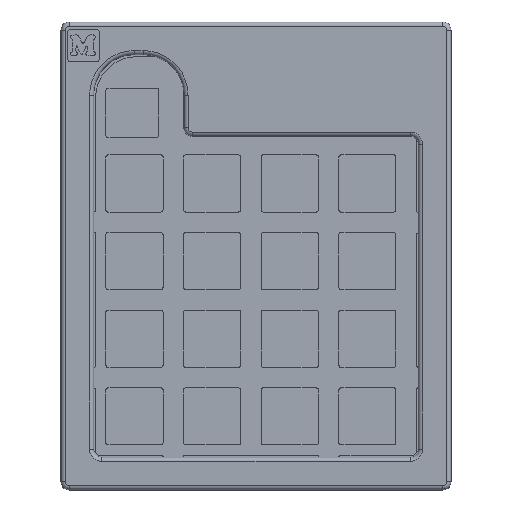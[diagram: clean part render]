
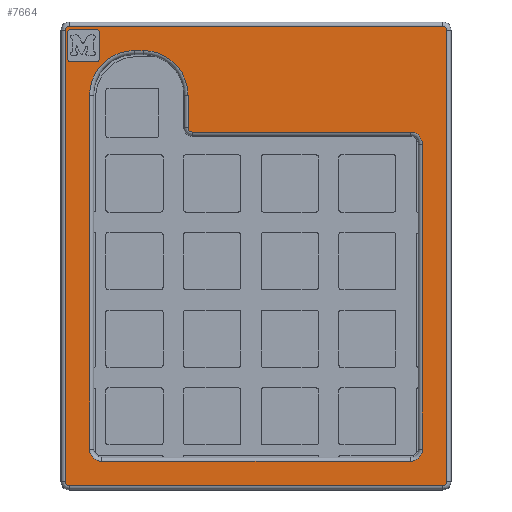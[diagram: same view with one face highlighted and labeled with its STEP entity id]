
A CAD part, top view. The second image highlights one B-rep face of the part: STEP entity #7664.
In plain terms, the highlighted planar face has unit normal (0, 0, 1).
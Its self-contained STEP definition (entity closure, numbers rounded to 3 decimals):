
#249=FACE_BOUND('',#1179,.T.);
#250=FACE_BOUND('',#1180,.T.);
#389=PLANE('',#8232);
#742=FACE_OUTER_BOUND('',#1178,.T.);
#1178=EDGE_LOOP('',(#6671,#6672,#6673,#6674,#6675,#6676,#6677,#6678));
#1179=EDGE_LOOP('',(#6679,#6680,#6681,#6682,#6683,#6684,#6685,#6686));
#1180=EDGE_LOOP('',(#6687,#6688,#6689,#6690,#6691,#6692,#6693,#6694,#6695,
#6696,#6697,#6698));
#1785=LINE('',#13065,#2506);
#1790=LINE('',#13079,#2511);
#1794=LINE('',#13091,#2515);
#1798=LINE('',#13103,#2519);
#1834=LINE('',#13205,#2555);
#1836=LINE('',#13211,#2557);
#1837=LINE('',#13215,#2558);
#1838=LINE('',#13219,#2559);
#1839=LINE('',#13223,#2560);
#1840=LINE('',#13227,#2561);
#1841=LINE('',#13231,#2562);
#1842=LINE('',#13235,#2563);
#1843=LINE('',#13239,#2564);
#1844=LINE('',#13243,#2565);
#2506=VECTOR('',#9747,10.);
#2511=VECTOR('',#9760,10.);
#2515=VECTOR('',#9772,10.);
#2519=VECTOR('',#9784,10.);
#2555=VECTOR('',#9866,10.);
#2557=VECTOR('',#9872,10.);
#2558=VECTOR('',#9875,10.);
#2559=VECTOR('',#9878,10.);
#2560=VECTOR('',#9881,10.);
#2561=VECTOR('',#9884,10.);
#2562=VECTOR('',#9887,10.);
#2563=VECTOR('',#9890,10.);
#2564=VECTOR('',#9893,10.);
#2565=VECTOR('',#9896,10.);
#2947=CIRCLE('',#8197,1.);
#2949=CIRCLE('',#8201,1.);
#2951=CIRCLE('',#8205,1.);
#2953=CIRCLE('',#8209,1.);
#2959=CIRCLE('',#8225,1.);
#2964=CIRCLE('',#8233,1.);
#2965=CIRCLE('',#8234,1.);
#2966=CIRCLE('',#8235,1.);
#2967=CIRCLE('',#8236,3.);
#2968=CIRCLE('',#8237,11.);
#2969=CIRCLE('',#8238,11.);
#2970=CIRCLE('',#8239,1.);
#2971=CIRCLE('',#8240,3.);
#2972=CIRCLE('',#8241,3.);
#3585=VERTEX_POINT('',#13063);
#3586=VERTEX_POINT('',#13064);
#3589=VERTEX_POINT('',#13072);
#3591=VERTEX_POINT('',#13078);
#3593=VERTEX_POINT('',#13084);
#3595=VERTEX_POINT('',#13090);
#3597=VERTEX_POINT('',#13096);
#3599=VERTEX_POINT('',#13102);
#3628=VERTEX_POINT('',#13190);
#3629=VERTEX_POINT('',#13192);
#3633=VERTEX_POINT('',#13204);
#3635=VERTEX_POINT('',#13210);
#3636=VERTEX_POINT('',#13212);
#3637=VERTEX_POINT('',#13214);
#3638=VERTEX_POINT('',#13216);
#3639=VERTEX_POINT('',#13218);
#3640=VERTEX_POINT('',#13221);
#3641=VERTEX_POINT('',#13222);
#3642=VERTEX_POINT('',#13224);
#3643=VERTEX_POINT('',#13226);
#3644=VERTEX_POINT('',#13228);
#3645=VERTEX_POINT('',#13230);
#3646=VERTEX_POINT('',#13232);
#3647=VERTEX_POINT('',#13234);
#3648=VERTEX_POINT('',#13236);
#3649=VERTEX_POINT('',#13238);
#3650=VERTEX_POINT('',#13240);
#3651=VERTEX_POINT('',#13242);
#4611=EDGE_CURVE('',#3585,#3586,#1785,.T.);
#4615=EDGE_CURVE('',#3589,#3585,#2947,.T.);
#4618=EDGE_CURVE('',#3591,#3589,#1790,.T.);
#4621=EDGE_CURVE('',#3593,#3591,#2949,.T.);
#4624=EDGE_CURVE('',#3595,#3593,#1794,.T.);
#4627=EDGE_CURVE('',#3597,#3595,#2951,.T.);
#4630=EDGE_CURVE('',#3599,#3597,#1798,.T.);
#4633=EDGE_CURVE('',#3586,#3599,#2953,.T.);
#4670=EDGE_CURVE('',#3628,#3629,#2959,.T.);
#4676=EDGE_CURVE('',#3629,#3633,#1834,.T.);
#4679=EDGE_CURVE('',#3635,#3628,#1836,.T.);
#4680=EDGE_CURVE('',#3636,#3635,#2964,.T.);
#4681=EDGE_CURVE('',#3637,#3636,#1837,.T.);
#4682=EDGE_CURVE('',#3638,#3637,#2965,.T.);
#4683=EDGE_CURVE('',#3639,#3638,#1838,.T.);
#4684=EDGE_CURVE('',#3633,#3639,#2966,.T.);
#4685=EDGE_CURVE('',#3640,#3641,#1839,.T.);
#4686=EDGE_CURVE('',#3642,#3640,#2967,.T.);
#4687=EDGE_CURVE('',#3643,#3642,#1840,.T.);
#4688=EDGE_CURVE('',#3644,#3643,#2968,.T.);
#4689=EDGE_CURVE('',#3645,#3644,#1841,.T.);
#4690=EDGE_CURVE('',#3646,#3645,#2969,.T.);
#4691=EDGE_CURVE('',#3647,#3646,#1842,.T.);
#4692=EDGE_CURVE('',#3648,#3647,#2970,.T.);
#4693=EDGE_CURVE('',#3649,#3648,#1843,.T.);
#4694=EDGE_CURVE('',#3650,#3649,#2971,.T.);
#4695=EDGE_CURVE('',#3651,#3650,#1844,.T.);
#4696=EDGE_CURVE('',#3641,#3651,#2972,.T.);
#6671=ORIENTED_EDGE('',*,*,#4670,.F.);
#6672=ORIENTED_EDGE('',*,*,#4679,.F.);
#6673=ORIENTED_EDGE('',*,*,#4680,.F.);
#6674=ORIENTED_EDGE('',*,*,#4681,.F.);
#6675=ORIENTED_EDGE('',*,*,#4682,.F.);
#6676=ORIENTED_EDGE('',*,*,#4683,.F.);
#6677=ORIENTED_EDGE('',*,*,#4684,.F.);
#6678=ORIENTED_EDGE('',*,*,#4676,.F.);
#6679=ORIENTED_EDGE('',*,*,#4611,.T.);
#6680=ORIENTED_EDGE('',*,*,#4633,.T.);
#6681=ORIENTED_EDGE('',*,*,#4630,.T.);
#6682=ORIENTED_EDGE('',*,*,#4627,.T.);
#6683=ORIENTED_EDGE('',*,*,#4624,.T.);
#6684=ORIENTED_EDGE('',*,*,#4621,.T.);
#6685=ORIENTED_EDGE('',*,*,#4618,.T.);
#6686=ORIENTED_EDGE('',*,*,#4615,.T.);
#6687=ORIENTED_EDGE('',*,*,#4685,.F.);
#6688=ORIENTED_EDGE('',*,*,#4686,.F.);
#6689=ORIENTED_EDGE('',*,*,#4687,.F.);
#6690=ORIENTED_EDGE('',*,*,#4688,.F.);
#6691=ORIENTED_EDGE('',*,*,#4689,.F.);
#6692=ORIENTED_EDGE('',*,*,#4690,.F.);
#6693=ORIENTED_EDGE('',*,*,#4691,.F.);
#6694=ORIENTED_EDGE('',*,*,#4692,.F.);
#6695=ORIENTED_EDGE('',*,*,#4693,.F.);
#6696=ORIENTED_EDGE('',*,*,#4694,.F.);
#6697=ORIENTED_EDGE('',*,*,#4695,.F.);
#6698=ORIENTED_EDGE('',*,*,#4696,.F.);
#7664=ADVANCED_FACE('',(#742,#249,#250),#389,.T.);
#8197=AXIS2_PLACEMENT_3D('',#13073,#9753,#9754);
#8201=AXIS2_PLACEMENT_3D('',#13085,#9765,#9766);
#8205=AXIS2_PLACEMENT_3D('',#13097,#9777,#9778);
#8209=AXIS2_PLACEMENT_3D('',#13108,#9789,#9790);
#8225=AXIS2_PLACEMENT_3D('',#13193,#9852,#9853);
#8232=AXIS2_PLACEMENT_3D('',#13209,#9870,#9871);
#8233=AXIS2_PLACEMENT_3D('',#13213,#9873,#9874);
#8234=AXIS2_PLACEMENT_3D('',#13217,#9876,#9877);
#8235=AXIS2_PLACEMENT_3D('',#13220,#9879,#9880);
#8236=AXIS2_PLACEMENT_3D('',#13225,#9882,#9883);
#8237=AXIS2_PLACEMENT_3D('',#13229,#9885,#9886);
#8238=AXIS2_PLACEMENT_3D('',#13233,#9888,#9889);
#8239=AXIS2_PLACEMENT_3D('',#13237,#9891,#9892);
#8240=AXIS2_PLACEMENT_3D('',#13241,#9894,#9895);
#8241=AXIS2_PLACEMENT_3D('',#13244,#9897,#9898);
#9747=DIRECTION('',(0.,1.,0.));
#9753=DIRECTION('center_axis',(0.,0.,-1.));
#9754=DIRECTION('ref_axis',(-1.,0.,0.));
#9760=DIRECTION('',(-1.,0.,0.));
#9765=DIRECTION('center_axis',(0.,0.,-1.));
#9766=DIRECTION('ref_axis',(0.,-1.,0.));
#9772=DIRECTION('',(0.,-1.,0.));
#9777=DIRECTION('center_axis',(0.,0.,-1.));
#9778=DIRECTION('ref_axis',(1.,0.,0.));
#9784=DIRECTION('',(1.,0.,0.));
#9789=DIRECTION('center_axis',(0.,0.,-1.));
#9790=DIRECTION('ref_axis',(0.,1.,0.));
#9852=DIRECTION('center_axis',(0.,0.,-1.));
#9853=DIRECTION('ref_axis',(-0.707,0.707,0.));
#9866=DIRECTION('',(1.,0.,0.));
#9870=DIRECTION('center_axis',(0.,0.,1.));
#9871=DIRECTION('ref_axis',(1.,0.,0.));
#9872=DIRECTION('',(0.,1.,0.));
#9873=DIRECTION('center_axis',(0.,0.,-1.));
#9874=DIRECTION('ref_axis',(-0.707,-0.707,0.));
#9875=DIRECTION('',(-1.,0.,0.));
#9876=DIRECTION('center_axis',(0.,0.,-1.));
#9877=DIRECTION('ref_axis',(0.707,-0.707,0.));
#9878=DIRECTION('',(0.,-1.,0.));
#9879=DIRECTION('center_axis',(0.,0.,-1.));
#9880=DIRECTION('ref_axis',(0.707,0.707,0.));
#9881=DIRECTION('',(1.,0.,0.));
#9882=DIRECTION('center_axis',(0.,0.,1.));
#9883=DIRECTION('ref_axis',(-0.707,-0.707,0.));
#9884=DIRECTION('',(0.,-1.,0.));
#9885=DIRECTION('center_axis',(0.,0.,1.));
#9886=DIRECTION('ref_axis',(-0.707,0.707,0.));
#9887=DIRECTION('',(-1.,0.,0.));
#9888=DIRECTION('center_axis',(0.,0.,1.));
#9889=DIRECTION('ref_axis',(0.707,0.707,0.));
#9890=DIRECTION('',(0.,1.,0.));
#9891=DIRECTION('center_axis',(0.,0.,-1.));
#9892=DIRECTION('ref_axis',(-0.707,-0.707,0.));
#9893=DIRECTION('',(-1.,0.,0.));
#9894=DIRECTION('center_axis',(0.,0.,1.));
#9895=DIRECTION('ref_axis',(0.707,0.707,0.));
#9896=DIRECTION('',(0.,1.,0.));
#9897=DIRECTION('center_axis',(0.,0.,1.));
#9898=DIRECTION('ref_axis',(0.707,-0.707,0.));
#13063=CARTESIAN_POINT('',(-6.975,-0.305,7.5));
#13064=CARTESIAN_POINT('',(-6.975,5.695,7.5));
#13065=CARTESIAN_POINT('',(-6.975,-24.596,7.5));
#13072=CARTESIAN_POINT('',(-5.975,-1.305,7.5));
#13073=CARTESIAN_POINT('Origin',(-5.975,-0.305,7.5));
#13078=CARTESIAN_POINT('',(0.025,-1.305,7.5));
#13079=CARTESIAN_POINT('',(19.681,-1.305,7.5));
#13084=CARTESIAN_POINT('',(1.025,-0.305,7.5));
#13085=CARTESIAN_POINT('Origin',(0.025,-0.305,
7.5));
#13090=CARTESIAN_POINT('',(1.025,5.695,7.5));
#13091=CARTESIAN_POINT('',(1.025,-21.596,7.5));
#13096=CARTESIAN_POINT('',(0.025,6.695,7.5));
#13097=CARTESIAN_POINT('Origin',(0.025,5.695,7.5));
#13102=CARTESIAN_POINT('',(-5.975,6.695,7.5));
#13103=CARTESIAN_POINT('',(16.681,6.695,7.5));
#13108=CARTESIAN_POINT('Origin',(-5.975,5.695,7.5));
#13190=CARTESIAN_POINT('',(-7.5,6.5,7.5));
#13192=CARTESIAN_POINT('',(-6.5,7.5,7.5));
#13193=CARTESIAN_POINT('Origin',(-6.5,6.5,7.5));
#13204=CARTESIAN_POINT('',(85.175,7.5,7.5));
#13205=CARTESIAN_POINT('',(63.256,7.5,7.5));
#13209=CARTESIAN_POINT('Origin',(39.338,-48.888,7.5));
#13210=CARTESIAN_POINT('',(-7.5,-104.275,7.5));
#13211=CARTESIAN_POINT('',(-7.5,-20.194,7.5));
#13212=CARTESIAN_POINT('',(-6.5,-105.275,7.5));
#13213=CARTESIAN_POINT('Origin',(-6.5,-104.275,7.5));
#13214=CARTESIAN_POINT('',(85.175,-105.275,7.5));
#13215=CARTESIAN_POINT('',(15.419,-105.275,7.5));
#13216=CARTESIAN_POINT('',(86.175,-104.275,7.5));
#13217=CARTESIAN_POINT('Origin',(85.175,-104.275,7.5));
#13218=CARTESIAN_POINT('',(86.175,6.5,7.5));
#13219=CARTESIAN_POINT('',(86.175,-77.581,7.5));
#13220=CARTESIAN_POINT('Origin',(85.175,6.5,7.5));
#13221=CARTESIAN_POINT('',(1.5,-99.275,7.5));
#13222=CARTESIAN_POINT('',(77.175,-99.275,7.5));
#13223=CARTESIAN_POINT('',(59.256,-99.275,7.5));
#13224=CARTESIAN_POINT('',(-1.5,-96.275,7.5));
#13225=CARTESIAN_POINT('Origin',(1.5,-96.275,7.5));
#13226=CARTESIAN_POINT('',(-1.5,-9.5,7.5));
#13227=CARTESIAN_POINT('',(-1.5,-73.581,7.5));
#13228=CARTESIAN_POINT('',(9.5,1.5,7.5));
#13229=CARTESIAN_POINT('Origin',(9.5,-9.5,7.5));
#13230=CARTESIAN_POINT('',(11.666,1.5,7.5));
#13231=CARTESIAN_POINT('',(19.419,1.5,7.5));
#13232=CARTESIAN_POINT('',(22.666,-9.5,7.5));
#13233=CARTESIAN_POINT('Origin',(11.666,-9.5,7.5));
#13234=CARTESIAN_POINT('',(22.666,-17.5,7.5));
#13235=CARTESIAN_POINT('',(22.666,-24.194,7.5));
#13236=CARTESIAN_POINT('',(23.666,-18.5,7.5));
#13237=CARTESIAN_POINT('Origin',(23.666,-17.5,7.5));
#13238=CARTESIAN_POINT('',(77.175,-18.5,7.5));
#13239=CARTESIAN_POINT('',(44.879,-18.5,7.5));
#13240=CARTESIAN_POINT('',(80.175,-21.5,7.5));
#13241=CARTESIAN_POINT('Origin',(77.175,-21.5,7.5));
#13242=CARTESIAN_POINT('',(80.175,-96.275,7.5));
#13243=CARTESIAN_POINT('',(80.175,-24.194,7.5));
#13244=CARTESIAN_POINT('Origin',(77.175,-96.275,7.5));
